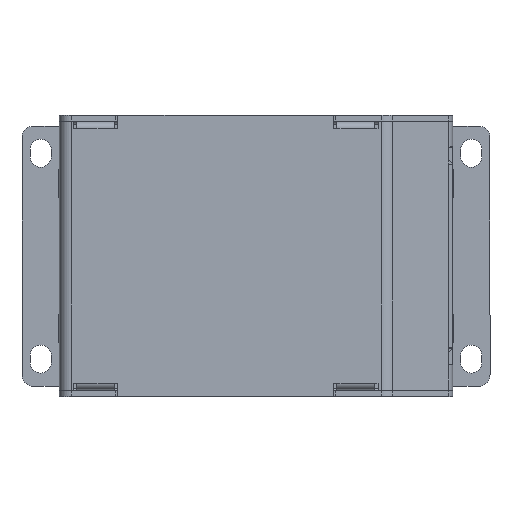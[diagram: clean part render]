
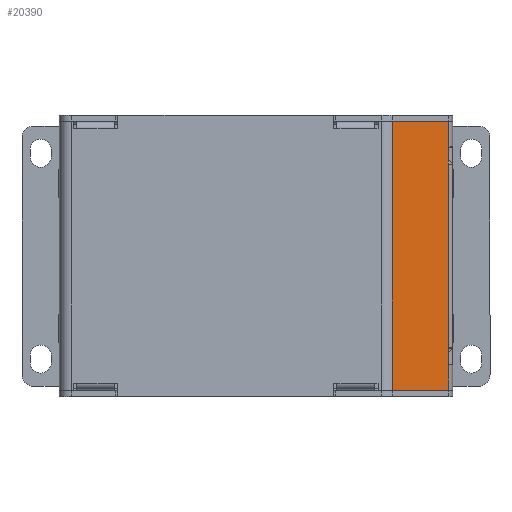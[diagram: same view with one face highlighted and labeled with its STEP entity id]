
A CAD part, top view. The second image highlights one B-rep face of the part: STEP entity #20390.
In plain terms, the highlighted planar face has unit normal (0.731, 0, 0.682).
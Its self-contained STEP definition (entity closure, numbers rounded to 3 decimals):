
#8 = VECTOR ( 'NONE', #40562, 1000. ) ;
#336 = EDGE_CURVE ( 'NONE', #75676, #68800, #41663, .T. ) ;
#681 = DIRECTION ( 'NONE',  ( 0., 1., 0. ) ) ;
#2834 = ORIENTED_EDGE ( 'NONE', *, *, #336, .T. ) ;
#3294 = DIRECTION ( 'NONE',  ( -0.682, 0., 0.731 ) ) ;
#3319 = AXIS2_PLACEMENT_3D ( 'NONE', #51017, #10168, #36136 ) ;
#7088 = ORIENTED_EDGE ( 'NONE', *, *, #9670, .T. ) ;
#9525 = CARTESIAN_POINT ( 'NONE',  ( 41.109, 23.3, 2.671 ) ) ;
#9670 = EDGE_CURVE ( 'NONE', #34844, #59558, #73575, .T. ) ;
#10168 = DIRECTION ( 'NONE',  ( 0.731, 0., 0.682 ) ) ;
#15675 = CARTESIAN_POINT ( 'NONE',  ( 41.194, 28.7, 2.58 ) ) ;
#18241 = VECTOR ( 'NONE', #55323, 1000. ) ;
#18649 = ORIENTED_EDGE ( 'NONE', *, *, #60693, .T. ) ;
#19212 = VERTEX_POINT ( 'NONE', #26431 ) ;
#20390 = ADVANCED_FACE ( 'NONE', ( #23752 ), #63826, .T. ) ;
#21839 = CARTESIAN_POINT ( 'NONE',  ( 41.194, 23.3, 2.58 ) ) ;
#23752 = FACE_OUTER_BOUND ( 'NONE', #26968, .T. ) ;
#26431 = CARTESIAN_POINT ( 'NONE',  ( 41.109, -23.2, 2.671 ) ) ;
#26968 = EDGE_LOOP ( 'NONE', ( #7088, #33644, #73916, #2834, #38159, #66656, #18649, #34909 ) ) ;
#27334 = VERTEX_POINT ( 'NONE', #15675 ) ;
#32070 = DIRECTION ( 'NONE',  ( -0.682, 0., 0.731 ) ) ;
#33386 = EDGE_CURVE ( 'NONE', #52834, #55141, #45979, .T. ) ;
#33644 = ORIENTED_EDGE ( 'NONE', *, *, #80464, .T. ) ;
#34844 = VERTEX_POINT ( 'NONE', #9525 ) ;
#34909 = ORIENTED_EDGE ( 'NONE', *, *, #39050, .F. ) ;
#35133 = CARTESIAN_POINT ( 'NONE',  ( 29.088, 28.7, 15.561 ) ) ;
#36136 = DIRECTION ( 'NONE',  ( 0., -1., 0. ) ) ;
#36410 = DIRECTION ( 'NONE',  ( 0., 1., 0. ) ) ;
#37769 = CARTESIAN_POINT ( 'NONE',  ( 41.194, 23.3, 2.58 ) ) ;
#38000 = VECTOR ( 'NONE', #79699, 1000. ) ;
#38159 = ORIENTED_EDGE ( 'NONE', *, *, #60652, .T. ) ;
#39050 = EDGE_CURVE ( 'NONE', #34844, #19212, #59483, .T. ) ;
#40562 = DIRECTION ( 'NONE',  ( 0.682, 0., -0.731 ) ) ;
#41524 = CARTESIAN_POINT ( 'NONE',  ( 41.194, 28.7, 2.58 ) ) ;
#41663 = LINE ( 'NONE', #35133, #18241 ) ;
#45979 = LINE ( 'NONE', #67097, #81746 ) ;
#51017 = CARTESIAN_POINT ( 'NONE',  ( 28.199, -28.7, 16.515 ) ) ;
#51383 = LINE ( 'NONE', #71696, #69886 ) ;
#51822 = CARTESIAN_POINT ( 'NONE',  ( 41.194, -23.2, 2.58 ) ) ;
#52834 = VERTEX_POINT ( 'NONE', #76836 ) ;
#53763 = CARTESIAN_POINT ( 'NONE',  ( 41.109, 23.3, 2.671 ) ) ;
#55141 = VERTEX_POINT ( 'NONE', #51822 ) ;
#55323 = DIRECTION ( 'NONE',  ( 0., -1., 0. ) ) ;
#57536 = VECTOR ( 'NONE', #36410, 1000. ) ;
#59483 = LINE ( 'NONE', #86300, #38000 ) ;
#59558 = VERTEX_POINT ( 'NONE', #37769 ) ;
#60652 = EDGE_CURVE ( 'NONE', #68800, #52834, #51383, .T. ) ;
#60693 = EDGE_CURVE ( 'NONE', #55141, #19212, #85743, .T. ) ;
#63826 = PLANE ( 'NONE',  #3319 ) ;
#65474 = CARTESIAN_POINT ( 'NONE',  ( 41.194, -23.2, 2.58 ) ) ;
#66656 = ORIENTED_EDGE ( 'NONE', *, *, #33386, .T. ) ;
#67097 = CARTESIAN_POINT ( 'NONE',  ( 41.194, -28.7, 2.58 ) ) ;
#68800 = VERTEX_POINT ( 'NONE', #73013 ) ;
#69842 = LINE ( 'NONE', #21839, #57536 ) ;
#69886 = VECTOR ( 'NONE', #78259, 1000. ) ;
#71696 = CARTESIAN_POINT ( 'NONE',  ( 29.088, -28.7, 15.561 ) ) ;
#71974 = VECTOR ( 'NONE', #3294, 1000. ) ;
#73013 = CARTESIAN_POINT ( 'NONE',  ( 29.088, -28.7, 15.561 ) ) ;
#73575 = LINE ( 'NONE', #53763, #8 ) ;
#73916 = ORIENTED_EDGE ( 'NONE', *, *, #74923, .T. ) ;
#74923 = EDGE_CURVE ( 'NONE', #27334, #75676, #76717, .T. ) ;
#75676 = VERTEX_POINT ( 'NONE', #83971 ) ;
#76717 = LINE ( 'NONE', #41524, #71974 ) ;
#76836 = CARTESIAN_POINT ( 'NONE',  ( 41.194, -28.7, 2.58 ) ) ;
#78259 = DIRECTION ( 'NONE',  ( 0.682, 0., -0.731 ) ) ;
#79699 = DIRECTION ( 'NONE',  ( 0., -1., 0. ) ) ;
#80464 = EDGE_CURVE ( 'NONE', #59558, #27334, #69842, .T. ) ;
#81746 = VECTOR ( 'NONE', #681, 1000. ) ;
#82469 = VECTOR ( 'NONE', #32070, 1000. ) ;
#83971 = CARTESIAN_POINT ( 'NONE',  ( 29.088, 28.7, 15.561 ) ) ;
#85743 = LINE ( 'NONE', #65474, #82469 ) ;
#86300 = CARTESIAN_POINT ( 'NONE',  ( 41.109, 23.3, 2.671 ) ) ;
